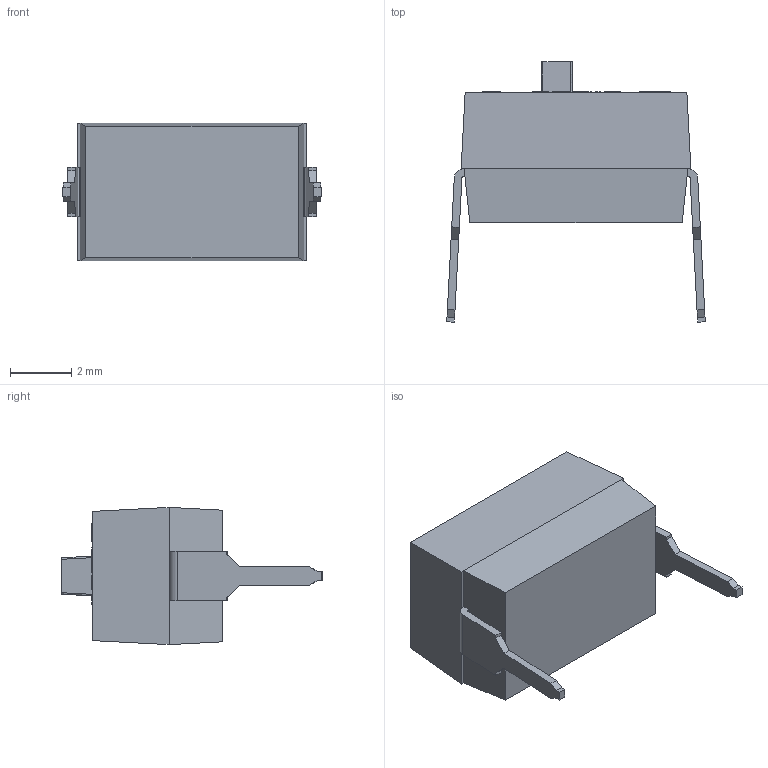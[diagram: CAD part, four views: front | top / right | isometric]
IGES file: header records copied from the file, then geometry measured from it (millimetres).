
Start section:  PTC IGES file: ksd-1p.igs
Global section: file name: ksd-1p.igs; native system: Pro/ENGINEER by Parametric Technology Corporation; preprocessor: 2010280; author: ck004; organization: Unknown; date: 20120622.141528; units: millimetre
Bounding box: 8.44 x 8.5 x 4.48 mm (x, y, z)
Surface area: 201.1 mm2 (no closed solid volume)
Topology: 0 solids, 0 shells, 340 faces, 1936 edges, 1936 vertices
Faces by surface type: bspline 328, revolution 12
